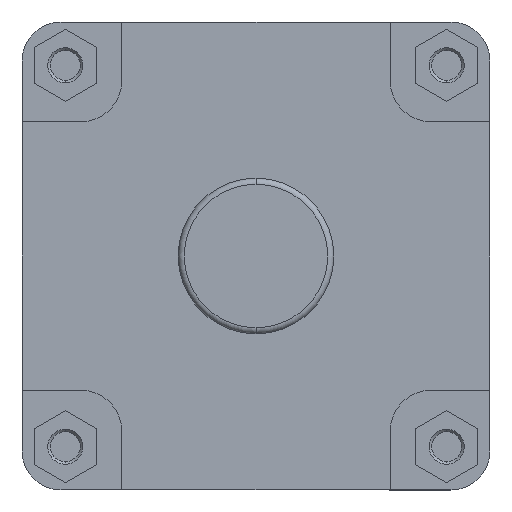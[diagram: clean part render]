
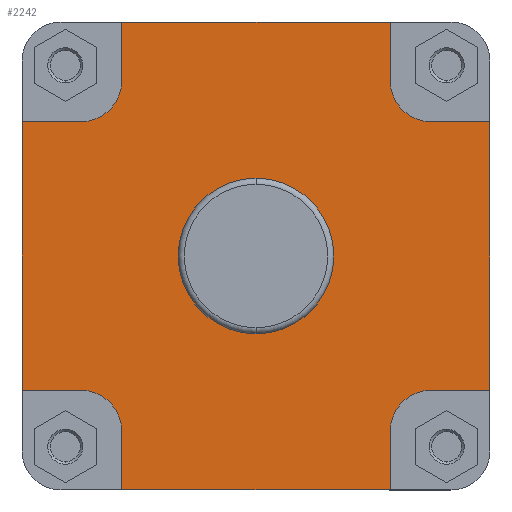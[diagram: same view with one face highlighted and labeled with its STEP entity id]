
A CAD part, left-side view. The second image highlights one B-rep face of the part: STEP entity #2242.
In plain terms, the highlighted planar face has unit normal (-1, 0, 0).
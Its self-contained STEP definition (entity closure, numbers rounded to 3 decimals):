
#26 = DIRECTION ( 'NONE',  ( 0., 0., -1. ) ) ;
#28 = DIRECTION ( 'NONE',  ( 0., 1., 0. ) ) ;
#35 = DIRECTION ( 'NONE',  ( 0., -1., 0. ) ) ;
#43 = DIRECTION ( 'NONE',  ( 0., 0., -1. ) ) ;
#44 = DIRECTION ( 'NONE',  ( 0., 0., -1. ) ) ;
#46 = CARTESIAN_POINT ( 'NONE',  ( 67., -101., 101. ) ) ;
#47 = CARTESIAN_POINT ( 'NONE',  ( 67., -297.141, 135. ) ) ;
#49 = DIRECTION ( 'NONE',  ( -1., 0., 0. ) ) ;
#52 = CARTESIAN_POINT ( 'NONE',  ( 67., -77.5, -101. ) ) ;
#53 = DIRECTION ( 'NONE',  ( -1., 0., 0. ) ) ;
#54 = DIRECTION ( 'NONE',  ( 0., 0., -1. ) ) ;
#57 = CARTESIAN_POINT ( 'NONE',  ( 67., -297.141, -135. ) ) ;
#58 = CARTESIAN_POINT ( 'NONE',  ( 67., -135., 0. ) ) ;
#60 = CARTESIAN_POINT ( 'NONE',  ( 67., -101., -101. ) ) ;
#64 = CARTESIAN_POINT ( 'NONE',  ( 67., -135., -77.5 ) ) ;
#66 = DIRECTION ( 'NONE',  ( 0., 0., 1. ) ) ;
#68 = DIRECTION ( 'NONE',  ( 0., -1., 0. ) ) ;
#69 = CARTESIAN_POINT ( 'NONE',  ( 67., -101., 77.5 ) ) ;
#70 = CARTESIAN_POINT ( 'NONE',  ( 67., -77.5, 135. ) ) ;
#174 = EDGE_CURVE ( 'NONE', #470, #898, #1583, .T. ) ;
#219 = EDGE_CURVE ( 'NONE', #898, #470, #1661, .T. ) ;
#235 = EDGE_CURVE ( 'NONE', #565, #342, #1686, .T. ) ;
#236 = EDGE_CURVE ( 'NONE', #442, #565, #1685, .T. ) ;
#237 = EDGE_CURVE ( 'NONE', #309, #701, #1681, .T. ) ;
#238 = EDGE_CURVE ( 'NONE', #342, #701, #1674, .T. ) ;
#239 = EDGE_CURVE ( 'NONE', #442, #793, #1683, .T. ) ;
#240 = EDGE_CURVE ( 'NONE', #443, #793, #1692, .T. ) ;
#241 = EDGE_CURVE ( 'NONE', #662, #443, #1696, .T. ) ;
#242 = EDGE_CURVE ( 'NONE', #474, #662, #1695, .T. ) ;
#243 = EDGE_CURVE ( 'NONE', #876, #474, #1694, .T. ) ;
#244 = EDGE_CURVE ( 'NONE', #545, #876, #1699, .T. ) ;
#245 = EDGE_CURVE ( 'NONE', #693, #545, #1703, .T. ) ;
#246 = EDGE_CURVE ( 'NONE', #343, #693, #1702, .T. ) ;
#247 = EDGE_CURVE ( 'NONE', #411, #343, #1701, .T. ) ;
#248 = EDGE_CURVE ( 'NONE', #483, #411, #1706, .T. ) ;
#249 = EDGE_CURVE ( 'NONE', #877, #483, #1711, .T. ) ;
#250 = EDGE_CURVE ( 'NONE', #309, #877, #1710, .T. ) ;
#309 = VERTEX_POINT ( 'NONE', #3836 ) ;
#342 = VERTEX_POINT ( 'NONE', #3864 ) ;
#343 = VERTEX_POINT ( 'NONE', #3865 ) ;
#378 = CARTESIAN_POINT ( 'NONE',  ( 67., 0., 0. ) ) ;
#391 = DIRECTION ( 'NONE',  ( 0., 0., 1. ) ) ;
#411 = VERTEX_POINT ( 'NONE', #3907 ) ;
#442 = VERTEX_POINT ( 'NONE', #3931 ) ;
#443 = VERTEX_POINT ( 'NONE', #3932 ) ;
#470 = VERTEX_POINT ( 'NONE', #3958 ) ;
#474 = VERTEX_POINT ( 'NONE', #3962 ) ;
#483 = VERTEX_POINT ( 'NONE', #3971 ) ;
#515 = CARTESIAN_POINT ( 'NONE',  ( 67., 0., 0. ) ) ;
#545 = VERTEX_POINT ( 'NONE', #3990 ) ;
#565 = VERTEX_POINT ( 'NONE', #4003 ) ;
#601 = DIRECTION ( 'NONE',  ( 0., 0., 1. ) ) ;
#662 = VERTEX_POINT ( 'NONE', #4050 ) ;
#691 = DIRECTION ( 'NONE',  ( -1., 0., 0. ) ) ;
#693 = VERTEX_POINT ( 'NONE', #4072 ) ;
#701 = VERTEX_POINT ( 'NONE', #4077 ) ;
#793 = VERTEX_POINT ( 'NONE', #4100 ) ;
#833 = DIRECTION ( 'NONE',  ( -1., 0., 0. ) ) ;
#876 = VERTEX_POINT ( 'NONE', #4146 ) ;
#877 = VERTEX_POINT ( 'NONE', #4147 ) ;
#898 = VERTEX_POINT ( 'NONE', #4166 ) ;
#1179 = EDGE_LOOP ( 'NONE', ( #5457, #5456, #5455, #5454, #5452, #5450, #5448, #5446, #5444, #5442, #5440, #5438, #5436, #5434, #5432, #5430 ) ) ;
#1274 = EDGE_LOOP ( 'NONE', ( #5459, #5458 ) ) ;
#1583 = CIRCLE ( 'NONE', #3082, 44.9 ) ;
#1661 = CIRCLE ( 'NONE', #3086, 44.9 ) ;
#1674 = LINE ( 'NONE', #52, #1688 ) ;
#1681 = LINE ( 'NONE', #57, #1687 ) ;
#1682 = VECTOR ( 'NONE', #28, 1000. ) ;
#1683 = LINE ( 'NONE', #58, #1690 ) ;
#1685 = LINE ( 'NONE', #64, #1682 ) ;
#1686 = CIRCLE ( 'NONE', #3100, 23.5 ) ;
#1687 = VECTOR ( 'NONE', #35, 1000. ) ;
#1688 = VECTOR ( 'NONE', #26, 1000. ) ;
#1690 = VECTOR ( 'NONE', #66, 1000. ) ;
#1691 = VECTOR ( 'NONE', #43, 1000. ) ;
#1692 = LINE ( 'NONE', #69, #1693 ) ;
#1693 = VECTOR ( 'NONE', #68, 1000. ) ;
#1694 = LINE ( 'NONE', #47, #1697 ) ;
#1695 = LINE ( 'NONE', #70, #1691 ) ;
#1696 = CIRCLE ( 'NONE', #3102, 23.5 ) ;
#1697 = VECTOR ( 'NONE', #3704, 1000. ) ;
#1698 = VECTOR ( 'NONE', #3712, 1000. ) ;
#1699 = LINE ( 'NONE', #3706, #1700 ) ;
#1700 = VECTOR ( 'NONE', #3707, 1000. ) ;
#1701 = LINE ( 'NONE', #3711, #1704 ) ;
#1702 = LINE ( 'NONE', #3705, #1698 ) ;
#1703 = CIRCLE ( 'NONE', #3104, 23.5 ) ;
#1704 = VECTOR ( 'NONE', #3713, 1000. ) ;
#1705 = VECTOR ( 'NONE', #3722, 1000. ) ;
#1706 = LINE ( 'NONE', #3715, #1707 ) ;
#1707 = VECTOR ( 'NONE', #3716, 1000. ) ;
#1710 = LINE ( 'NONE', #3714, #1705 ) ;
#1711 = CIRCLE ( 'NONE', #3105, 23.5 ) ;
#2242 = ADVANCED_FACE ( 'NONE', ( #5369, #5365 ), #4924, .F. ) ;
#3082 = AXIS2_PLACEMENT_3D ( 'NONE', #378, #691, #391 ) ;
#3086 = AXIS2_PLACEMENT_3D ( 'NONE', #515, #833, #601 ) ;
#3100 = AXIS2_PLACEMENT_3D ( 'NONE', #60, #53, #54 ) ;
#3102 = AXIS2_PLACEMENT_3D ( 'NONE', #46, #49, #44 ) ;
#3104 = AXIS2_PLACEMENT_3D ( 'NONE', #3708, #3709, #3710 ) ;
#3105 = AXIS2_PLACEMENT_3D ( 'NONE', #3717, #3718, #3719 ) ;
#3338 = AXIS2_PLACEMENT_3D ( 'NONE', #4915, #4925, #4926 ) ;
#3704 = DIRECTION ( 'NONE',  ( 0., -1., 0. ) ) ;
#3705 = CARTESIAN_POINT ( 'NONE',  ( 67., 135., 77.5 ) ) ;
#3706 = CARTESIAN_POINT ( 'NONE',  ( 67., 77.5, 101. ) ) ;
#3707 = DIRECTION ( 'NONE',  ( 0., 0., 1. ) ) ;
#3708 = CARTESIAN_POINT ( 'NONE',  ( 67., 101., 101. ) ) ;
#3709 = DIRECTION ( 'NONE',  ( -1., 0., 0. ) ) ;
#3710 = DIRECTION ( 'NONE',  ( 0., 0., -1. ) ) ;
#3711 = CARTESIAN_POINT ( 'NONE',  ( 67., 135., 0. ) ) ;
#3712 = DIRECTION ( 'NONE',  ( 0., -1., 0. ) ) ;
#3713 = DIRECTION ( 'NONE',  ( 0., 0., 1. ) ) ;
#3714 = CARTESIAN_POINT ( 'NONE',  ( 67., 77.5, -135. ) ) ;
#3715 = CARTESIAN_POINT ( 'NONE',  ( 67., 101., -77.5 ) ) ;
#3716 = DIRECTION ( 'NONE',  ( 0., 1., 0. ) ) ;
#3717 = CARTESIAN_POINT ( 'NONE',  ( 67., 101., -101. ) ) ;
#3718 = DIRECTION ( 'NONE',  ( -1., 0., 0. ) ) ;
#3719 = DIRECTION ( 'NONE',  ( 0., 0., -1. ) ) ;
#3722 = DIRECTION ( 'NONE',  ( 0., 0., 1. ) ) ;
#3836 = CARTESIAN_POINT ( 'NONE',  ( 67., 77.5, -135. ) ) ;
#3864 = CARTESIAN_POINT ( 'NONE',  ( 67., -77.5, -101. ) ) ;
#3865 = CARTESIAN_POINT ( 'NONE',  ( 67., 135., 77.5 ) ) ;
#3907 = CARTESIAN_POINT ( 'NONE',  ( 67., 135., -77.5 ) ) ;
#3931 = CARTESIAN_POINT ( 'NONE',  ( 67., -135., -77.5 ) ) ;
#3932 = CARTESIAN_POINT ( 'NONE',  ( 67., -101., 77.5 ) ) ;
#3958 = CARTESIAN_POINT ( 'NONE',  ( 67., 0., 44.9 ) ) ;
#3962 = CARTESIAN_POINT ( 'NONE',  ( 67., -77.5, 135. ) ) ;
#3971 = CARTESIAN_POINT ( 'NONE',  ( 67., 101., -77.5 ) ) ;
#3990 = CARTESIAN_POINT ( 'NONE',  ( 67., 77.5, 101. ) ) ;
#4003 = CARTESIAN_POINT ( 'NONE',  ( 67., -101., -77.5 ) ) ;
#4050 = CARTESIAN_POINT ( 'NONE',  ( 67., -77.5, 101. ) ) ;
#4072 = CARTESIAN_POINT ( 'NONE',  ( 67., 101., 77.5 ) ) ;
#4077 = CARTESIAN_POINT ( 'NONE',  ( 67., -77.5, -135. ) ) ;
#4100 = CARTESIAN_POINT ( 'NONE',  ( 67., -135., 77.5 ) ) ;
#4146 = CARTESIAN_POINT ( 'NONE',  ( 67., 77.5, 135. ) ) ;
#4147 = CARTESIAN_POINT ( 'NONE',  ( 67., 77.5, -101. ) ) ;
#4166 = CARTESIAN_POINT ( 'NONE',  ( 67., 0., -44.9 ) ) ;
#4915 = CARTESIAN_POINT ( 'NONE',  ( 67., 44.9, 0. ) ) ;
#4924 = PLANE ( 'NONE',  #3338 ) ;
#4925 = DIRECTION ( 'NONE',  ( 1., 0., 0. ) ) ;
#4926 = DIRECTION ( 'NONE',  ( 0., 0., -1. ) ) ;
#5365 = FACE_OUTER_BOUND ( 'NONE', #1179, .T. ) ;
#5369 = FACE_BOUND ( 'NONE', #1274, .T. ) ;
#5430 = ORIENTED_EDGE ( 'NONE', *, *, #250, .F. ) ;
#5432 = ORIENTED_EDGE ( 'NONE', *, *, #249, .F. ) ;
#5434 = ORIENTED_EDGE ( 'NONE', *, *, #248, .F. ) ;
#5436 = ORIENTED_EDGE ( 'NONE', *, *, #247, .F. ) ;
#5438 = ORIENTED_EDGE ( 'NONE', *, *, #246, .F. ) ;
#5440 = ORIENTED_EDGE ( 'NONE', *, *, #245, .F. ) ;
#5442 = ORIENTED_EDGE ( 'NONE', *, *, #244, .F. ) ;
#5444 = ORIENTED_EDGE ( 'NONE', *, *, #243, .F. ) ;
#5446 = ORIENTED_EDGE ( 'NONE', *, *, #242, .F. ) ;
#5448 = ORIENTED_EDGE ( 'NONE', *, *, #241, .F. ) ;
#5450 = ORIENTED_EDGE ( 'NONE', *, *, #240, .F. ) ;
#5452 = ORIENTED_EDGE ( 'NONE', *, *, #239, .T. ) ;
#5454 = ORIENTED_EDGE ( 'NONE', *, *, #236, .F. ) ;
#5455 = ORIENTED_EDGE ( 'NONE', *, *, #235, .F. ) ;
#5456 = ORIENTED_EDGE ( 'NONE', *, *, #238, .F. ) ;
#5457 = ORIENTED_EDGE ( 'NONE', *, *, #237, .T. ) ;
#5458 = ORIENTED_EDGE ( 'NONE', *, *, #219, .F. ) ;
#5459 = ORIENTED_EDGE ( 'NONE', *, *, #174, .F. ) ;
